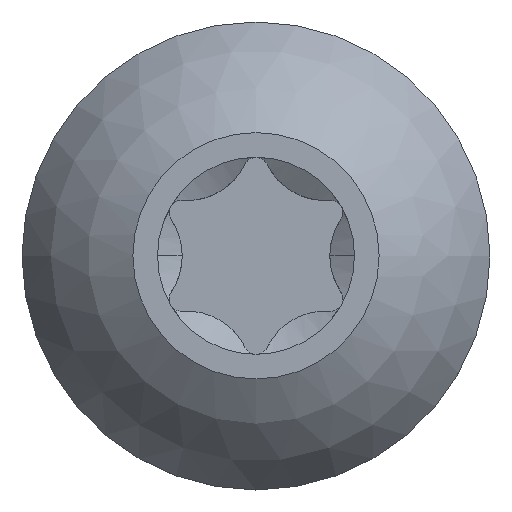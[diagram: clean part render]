
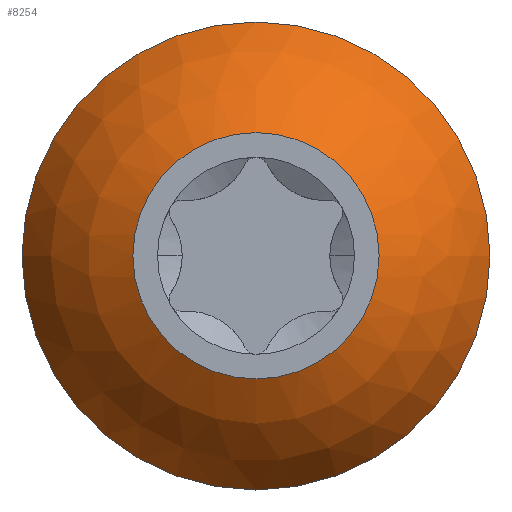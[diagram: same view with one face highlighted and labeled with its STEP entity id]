
A CAD part, top view. The second image highlights one B-rep face of the part: STEP entity #8254.
In plain terms, the highlighted spherical face has radius 3.172 mm.
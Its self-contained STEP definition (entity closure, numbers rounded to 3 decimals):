
#251 = EDGE_CURVE ( 'NONE', #13021, #10671, #5311, .T. ) ;
#665 = CARTESIAN_POINT ( 'NONE',  ( 0., 0., 0. ) ) ;
#674 = CIRCLE ( 'NONE', #6256, 1.5 ) ;
#737 = AXIS2_PLACEMENT_3D ( 'NONE', #2466, #9000, #4718 ) ;
#888 = EDGE_CURVE ( 'NONE', #12035, #5900, #674, .T. ) ;
#1023 = CARTESIAN_POINT ( 'NONE',  ( 1.5, 0., 0. ) ) ;
#1630 = DIRECTION ( 'NONE',  ( 0., 0., 1. ) ) ;
#2466 = CARTESIAN_POINT ( 'NONE',  ( 0., 0., 0. ) ) ;
#2592 = EDGE_LOOP ( 'NONE', ( #5053, #9604 ) ) ;
#4309 = EDGE_LOOP ( 'NONE', ( #10432, #8659 ) ) ;
#4338 = CARTESIAN_POINT ( 'NONE',  ( 0., 0., -1.403 ) ) ;
#4457 = CARTESIAN_POINT ( 'NONE',  ( -1.5, 0., 0. ) ) ;
#4620 = AXIS2_PLACEMENT_3D ( 'NONE', #12548, #12415, #5715 ) ;
#4713 = FACE_BOUND ( 'NONE', #4309, .T. ) ;
#4718 = DIRECTION ( 'NONE',  ( 1., 0., 0. ) ) ;
#4932 = CIRCLE ( 'NONE', #737, 1.5 ) ;
#5053 = ORIENTED_EDGE ( 'NONE', *, *, #13000, .T. ) ;
#5142 = CARTESIAN_POINT ( 'NONE',  ( 0., 0., -2.795 ) ) ;
#5311 = CIRCLE ( 'NONE', #4620, 2.85 ) ;
#5715 = DIRECTION ( 'NONE',  ( 1., 0., 0. ) ) ;
#5900 = VERTEX_POINT ( 'NONE', #4457 ) ;
#6256 = AXIS2_PLACEMENT_3D ( 'NONE', #665, #1630, #10555 ) ;
#8254 = ADVANCED_FACE ( 'NONE', ( #4713, #13576 ), #9702, .T. ) ;
#8659 = ORIENTED_EDGE ( 'NONE', *, *, #10831, .F. ) ;
#9000 = DIRECTION ( 'NONE',  ( 0., 0., 1. ) ) ;
#9604 = ORIENTED_EDGE ( 'NONE', *, *, #251, .T. ) ;
#9702 = SPHERICAL_SURFACE ( 'NONE', #13247, 3.172 ) ;
#9726 = CARTESIAN_POINT ( 'NONE',  ( 2.85, 0., -1.403 ) ) ;
#9845 = CARTESIAN_POINT ( 'NONE',  ( -2.85, 0., -1.403 ) ) ;
#10432 = ORIENTED_EDGE ( 'NONE', *, *, #888, .F. ) ;
#10555 = DIRECTION ( 'NONE',  ( 1., 0., 0. ) ) ;
#10671 = VERTEX_POINT ( 'NONE', #9726 ) ;
#10722 = DIRECTION ( 'NONE',  ( 0., -1., 0. ) ) ;
#10831 = EDGE_CURVE ( 'NONE', #5900, #12035, #4932, .T. ) ;
#11208 = CIRCLE ( 'NONE', #11685, 2.85 ) ;
#11685 = AXIS2_PLACEMENT_3D ( 'NONE', #4338, #12191, #14281 ) ;
#12035 = VERTEX_POINT ( 'NONE', #1023 ) ;
#12191 = DIRECTION ( 'NONE',  ( 0., 0., 1. ) ) ;
#12415 = DIRECTION ( 'NONE',  ( 0., 0., 1. ) ) ;
#12548 = CARTESIAN_POINT ( 'NONE',  ( 0., 0., -1.403 ) ) ;
#12861 = DIRECTION ( 'NONE',  ( 0., 0., -1. ) ) ;
#13000 = EDGE_CURVE ( 'NONE', #10671, #13021, #11208, .T. ) ;
#13021 = VERTEX_POINT ( 'NONE', #9845 ) ;
#13247 = AXIS2_PLACEMENT_3D ( 'NONE', #5142, #12861, #10722 ) ;
#13576 = FACE_OUTER_BOUND ( 'NONE', #2592, .T. ) ;
#14281 = DIRECTION ( 'NONE',  ( 1., 0., 0. ) ) ;
